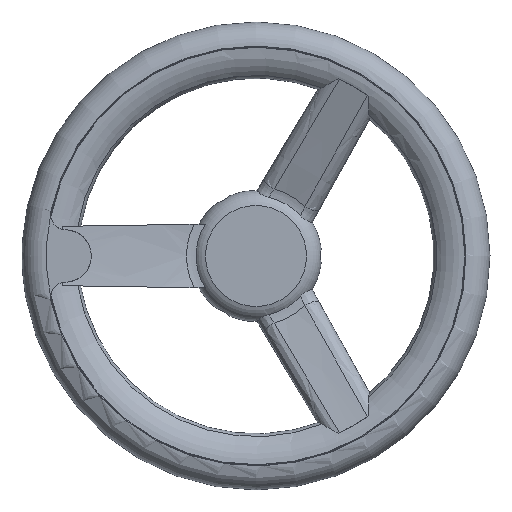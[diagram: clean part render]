
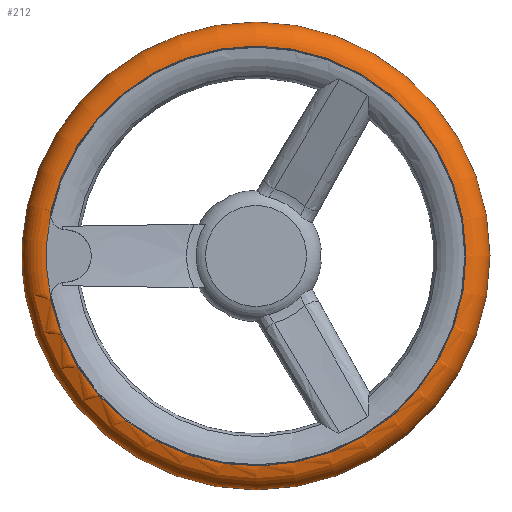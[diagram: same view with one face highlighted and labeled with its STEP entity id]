
A CAD part, left-side view. The second image highlights one B-rep face of the part: STEP entity #212.
In plain terms, the highlighted toroidal (fillet/blend) face has major radius 112 mm and minor radius 13 mm.
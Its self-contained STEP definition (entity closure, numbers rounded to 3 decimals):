
#136=FACE_BOUND('',#377,.T.);
#137=FACE_BOUND('',#378,.T.);
#138=FACE_BOUND('',#379,.T.);
#212=ADVANCED_FACE('',(#136,#137,#138),#285,.T.);
#285=TOROIDAL_SURFACE('',#1524,112.,13.);
#377=EDGE_LOOP('',(#699,#700,#701));
#378=EDGE_LOOP('',(#702));
#379=EDGE_LOOP('',(#703,#704,#705,#706));
#499=B_SPLINE_CURVE_WITH_KNOTS('',3,(#2203,#2204,#2205,#2206),.UNSPECIFIED.,
.F.,.F.,(4,4),(0.,1.),.UNSPECIFIED.);
#500=B_SPLINE_CURVE_WITH_KNOTS('',3,(#2208,#2209,#2210,#2211,#2212),.UNSPECIFIED.,
.F.,.F.,(4,1,4),(0.,0.5,1.),.UNSPECIFIED.);
#501=B_SPLINE_CURVE_WITH_KNOTS('',3,(#2218,#2219,#2220,#2221),.UNSPECIFIED.,
.F.,.F.,(4,4),(0.,1.),.UNSPECIFIED.);
#502=B_SPLINE_CURVE_WITH_KNOTS('',3,(#2222,#2223,#2224,#2225),.UNSPECIFIED.,
.F.,.F.,(4,4),(0.,1.),.UNSPECIFIED.);
#699=ORIENTED_EDGE('',*,*,#1278,.F.);
#700=ORIENTED_EDGE('',*,*,#1279,.T.);
#701=ORIENTED_EDGE('',*,*,#1280,.T.);
#702=ORIENTED_EDGE('',*,*,#1281,.T.);
#703=ORIENTED_EDGE('',*,*,#1282,.F.);
#704=ORIENTED_EDGE('',*,*,#1283,.T.);
#705=ORIENTED_EDGE('',*,*,#1277,.F.);
#706=ORIENTED_EDGE('',*,*,#1284,.T.);
#1109=VERTEX_POINT('',#2183);
#1110=VERTEX_POINT('',#2197);
#1111=VERTEX_POINT('',#2201);
#1112=VERTEX_POINT('',#2202);
#1113=VERTEX_POINT('',#2207);
#1114=VERTEX_POINT('',#2214);
#1115=VERTEX_POINT('',#2216);
#1116=VERTEX_POINT('',#2217);
#1277=EDGE_CURVE('',#1110,#1109,#1451,.T.);
#1278=EDGE_CURVE('',#1111,#1112,#1452,.T.);
#1279=EDGE_CURVE('',#1111,#1113,#499,.T.);
#1280=EDGE_CURVE('',#1113,#1112,#500,.T.);
#1281=EDGE_CURVE('',#1114,#1114,#1453,.T.);
#1282=EDGE_CURVE('',#1115,#1116,#1454,.T.);
#1283=EDGE_CURVE('',#1115,#1109,#501,.T.);
#1284=EDGE_CURVE('',#1110,#1116,#502,.T.);
#1451=CIRCLE('',#1519,112.166);
#1452=CIRCLE('',#1521,118.072);
#1453=CIRCLE('',#1522,112.166);
#1454=CIRCLE('',#1523,112.);
#1519=AXIS2_PLACEMENT_3D('',#2198,#1670,#1671);
#1521=AXIS2_PLACEMENT_3D('',#2200,#1674,#1675);
#1522=AXIS2_PLACEMENT_3D('',#2213,#1676,#1677);
#1523=AXIS2_PLACEMENT_3D('',#2215,#1678,#1679);
#1524=AXIS2_PLACEMENT_3D('',#2226,#1680,#1681);
#1670=DIRECTION('',(-1.,0.,0.));
#1671=DIRECTION('',(0.,0.,1.));
#1674=DIRECTION('',(-1.,0.,0.));
#1675=DIRECTION('',(0.,0.,1.));
#1676=DIRECTION('',(-1.,0.,0.));
#1677=DIRECTION('',(0.,0.,1.));
#1678=DIRECTION('',(-1.,0.,0.));
#1679=DIRECTION('',(0.,0.,1.));
#1680=DIRECTION('',(-1.,0.,0.));
#1681=DIRECTION('',(0.,0.,1.));
#2183=CARTESIAN_POINT('',(328.656,261.404,23.644));
#2197=CARTESIAN_POINT('',(328.656,261.423,-23.557));
#2198=CARTESIAN_POINT('',(328.656,151.758,0.));
#2200=CARTESIAN_POINT('',(353.149,151.758,0.));
#2201=CARTESIAN_POINT('',(353.149,267.018,25.614));
#2202=CARTESIAN_POINT('',(353.149,267.275,24.428));
#2203=CARTESIAN_POINT('',(353.149,267.018,25.614));
#2204=CARTESIAN_POINT('',(353.101,267.104,25.644));
#2205=CARTESIAN_POINT('',(353.052,267.19,25.674));
#2206=CARTESIAN_POINT('',(353.002,267.275,25.704));
#2207=CARTESIAN_POINT('',(353.002,267.275,25.704));
#2208=CARTESIAN_POINT('',(353.002,267.275,25.704));
#2209=CARTESIAN_POINT('',(353.028,267.275,25.492));
#2210=CARTESIAN_POINT('',(353.078,267.275,25.067));
#2211=CARTESIAN_POINT('',(353.126,267.275,24.641));
#2212=CARTESIAN_POINT('',(353.149,267.275,24.428));
#2213=CARTESIAN_POINT('',(354.653,151.758,0.));
#2214=CARTESIAN_POINT('',(354.653,151.758,112.166));
#2215=CARTESIAN_POINT('',(328.654,151.758,0.));
#2216=CARTESIAN_POINT('',(328.654,261.245,23.589));
#2217=CARTESIAN_POINT('',(328.654,261.248,-23.579));
#2218=CARTESIAN_POINT('',(328.654,261.245,23.589));
#2219=CARTESIAN_POINT('',(328.654,261.298,23.607));
#2220=CARTESIAN_POINT('',(328.655,261.351,23.626));
#2221=CARTESIAN_POINT('',(328.656,261.404,23.644));
#2222=CARTESIAN_POINT('',(328.656,261.423,-23.557));
#2223=CARTESIAN_POINT('',(328.655,261.364,-23.564));
#2224=CARTESIAN_POINT('',(328.654,261.306,-23.572));
#2225=CARTESIAN_POINT('',(328.654,261.248,-23.579));
#2226=CARTESIAN_POINT('',(341.654,151.758,0.));
